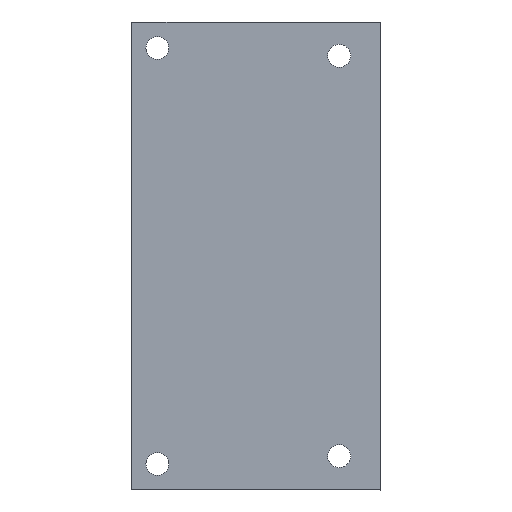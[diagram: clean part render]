
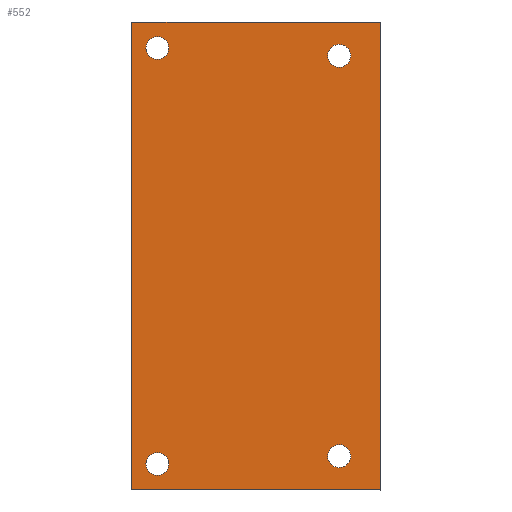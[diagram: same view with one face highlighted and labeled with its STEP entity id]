
A CAD part, top view. The second image highlights one B-rep face of the part: STEP entity #552.
In plain terms, the highlighted planar face has unit normal (0, 0, 1).
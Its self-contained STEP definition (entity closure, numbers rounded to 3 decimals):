
#50=CARTESIAN_POINT('',(-12.602,-10.698,20.605));
#51=VERTEX_POINT('',#50);
#58=CARTESIAN_POINT('',(-36.607,-10.695,20.605));
#59=VERTEX_POINT('',#58);
#60=CARTESIAN_POINT('',(-12.602,-10.698,20.605));
#61=DIRECTION('',(-1.,0.,-0.));
#62=VECTOR('',#61,24.006);
#63=LINE('',#60,#62);
#64=EDGE_CURVE('',#51,#59,#63,.T.);
#113=CARTESIAN_POINT('',(-36.591,34.306,20.605));
#114=VERTEX_POINT('',#113);
#115=CARTESIAN_POINT('',(-36.591,34.306,20.605));
#116=DIRECTION('',(0.,-1.,0.));
#117=VECTOR('',#116,45.001);
#118=LINE('',#115,#117);
#119=EDGE_CURVE('',#114,#59,#118,.T.);
#400=CARTESIAN_POINT('',(-31.591,34.304,20.605));
#401=VERTEX_POINT('',#400);
#402=CARTESIAN_POINT('',(-31.591,34.304,20.605));
#403=DIRECTION('',(-1.,0.,-0.));
#404=VECTOR('',#403,5.);
#405=LINE('',#402,#404);
#406=EDGE_CURVE('',#401,#114,#405,.T.);
#424=CARTESIAN_POINT('',(-12.597,34.302,20.605));
#425=VERTEX_POINT('',#424);
#426=CARTESIAN_POINT('',(-12.597,34.302,20.605));
#427=DIRECTION('',(-1.,0.,-0.));
#428=VECTOR('',#427,18.994);
#429=LINE('',#426,#428);
#430=EDGE_CURVE('',#425,#401,#429,.T.);
#448=CARTESIAN_POINT('',(-12.597,34.302,20.605));
#449=DIRECTION('',(0.,-1.,0.));
#450=VECTOR('',#449,45.);
#451=LINE('',#448,#450);
#452=EDGE_CURVE('',#425,#51,#451,.T.);
#460=CARTESIAN_POINT('',(-113.618,103.045,20.605));
#461=DIRECTION('',(0.,-0.,-1.));
#462=DIRECTION('',(-0.342,-0.94,0.));
#463=AXIS2_PLACEMENT_3D('',#460,#461,#462);
#464=PLANE('',#463);
#465=CARTESIAN_POINT('',(-16.601,-6.347,20.605));
#466=VERTEX_POINT('',#465);
#467=CARTESIAN_POINT('',(-15.568,-7.824,20.605));
#468=VERTEX_POINT('',#467);
#469=CARTESIAN_POINT('',(-16.601,-7.447,20.605));
#470=DIRECTION('',(0.,-0.,-1.));
#471=DIRECTION('',(0.,1.,-0.));
#472=AXIS2_PLACEMENT_3D('',#469,#470,#471);
#473=CIRCLE('',#472,1.1);
#474=EDGE_CURVE('',#466,#468,#473,.T.);
#475=ORIENTED_EDGE('',*,*,#474,.T.);
#476=CARTESIAN_POINT('',(-16.601,-7.447,20.605));
#477=DIRECTION('',(0.,-0.,-1.));
#478=DIRECTION('',(0.,1.,-0.));
#479=AXIS2_PLACEMENT_3D('',#476,#477,#478);
#480=CIRCLE('',#479,1.1);
#481=EDGE_CURVE('',#468,#466,#480,.T.);
#482=ORIENTED_EDGE('',*,*,#481,.T.);
#483=EDGE_LOOP('',(#475,#482));
#484=FACE_BOUND('',#483,.T.);
#485=CARTESIAN_POINT('',(-16.597,32.153,20.605));
#486=VERTEX_POINT('',#485);
#487=CARTESIAN_POINT('',(-15.564,30.676,20.605));
#488=VERTEX_POINT('',#487);
#489=CARTESIAN_POINT('',(-16.597,31.053,20.605));
#490=DIRECTION('',(0.,-0.,-1.));
#491=DIRECTION('',(0.,1.,-0.));
#492=AXIS2_PLACEMENT_3D('',#489,#490,#491);
#493=CIRCLE('',#492,1.1);
#494=EDGE_CURVE('',#486,#488,#493,.T.);
#495=ORIENTED_EDGE('',*,*,#494,.T.);
#496=CARTESIAN_POINT('',(-16.597,31.053,20.605));
#497=DIRECTION('',(0.,-0.,-1.));
#498=DIRECTION('',(0.,1.,-0.));
#499=AXIS2_PLACEMENT_3D('',#496,#497,#498);
#500=CIRCLE('',#499,1.1);
#501=EDGE_CURVE('',#488,#486,#500,.T.);
#502=ORIENTED_EDGE('',*,*,#501,.T.);
#503=EDGE_LOOP('',(#495,#502));
#504=FACE_BOUND('',#503,.T.);
#505=CARTESIAN_POINT('',(-34.096,-7.096,20.605));
#506=VERTEX_POINT('',#505);
#507=CARTESIAN_POINT('',(-33.062,-8.572,20.605));
#508=VERTEX_POINT('',#507);
#509=CARTESIAN_POINT('',(-34.096,-8.196,20.605));
#510=DIRECTION('',(0.,-0.,-1.));
#511=DIRECTION('',(0.,1.,-0.));
#512=AXIS2_PLACEMENT_3D('',#509,#510,#511);
#513=CIRCLE('',#512,1.1);
#514=EDGE_CURVE('',#506,#508,#513,.T.);
#515=ORIENTED_EDGE('',*,*,#514,.T.);
#516=CARTESIAN_POINT('',(-34.096,-8.196,20.605));
#517=DIRECTION('',(0.,-0.,-1.));
#518=DIRECTION('',(0.,1.,-0.));
#519=AXIS2_PLACEMENT_3D('',#516,#517,#518);
#520=CIRCLE('',#519,1.1);
#521=EDGE_CURVE('',#508,#506,#520,.T.);
#522=ORIENTED_EDGE('',*,*,#521,.T.);
#523=EDGE_LOOP('',(#515,#522));
#524=FACE_BOUND('',#523,.T.);
#525=CARTESIAN_POINT('',(-34.092,32.905,20.605));
#526=VERTEX_POINT('',#525);
#527=CARTESIAN_POINT('',(-33.058,31.429,20.605));
#528=VERTEX_POINT('',#527);
#529=CARTESIAN_POINT('',(-34.092,31.805,20.605));
#530=DIRECTION('',(0.,-0.,-1.));
#531=DIRECTION('',(0.,1.,-0.));
#532=AXIS2_PLACEMENT_3D('',#529,#530,#531);
#533=CIRCLE('',#532,1.1);
#534=EDGE_CURVE('',#526,#528,#533,.T.);
#535=ORIENTED_EDGE('',*,*,#534,.T.);
#536=CARTESIAN_POINT('',(-34.092,31.805,20.605));
#537=DIRECTION('',(0.,-0.,-1.));
#538=DIRECTION('',(0.,1.,-0.));
#539=AXIS2_PLACEMENT_3D('',#536,#537,#538);
#540=CIRCLE('',#539,1.1);
#541=EDGE_CURVE('',#528,#526,#540,.T.);
#542=ORIENTED_EDGE('',*,*,#541,.T.);
#543=EDGE_LOOP('',(#535,#542));
#544=FACE_BOUND('',#543,.T.);
#545=ORIENTED_EDGE('',*,*,#406,.T.);
#546=ORIENTED_EDGE('',*,*,#119,.T.);
#547=ORIENTED_EDGE('',*,*,#64,.F.);
#548=ORIENTED_EDGE('',*,*,#452,.F.);
#549=ORIENTED_EDGE('',*,*,#430,.T.);
#550=EDGE_LOOP('',(#545,#546,#547,#548,#549));
#551=FACE_BOUND('',#550,.T.);
#552=ADVANCED_FACE('',(#484,#504,#524,#544,#551),#464,.F.);
